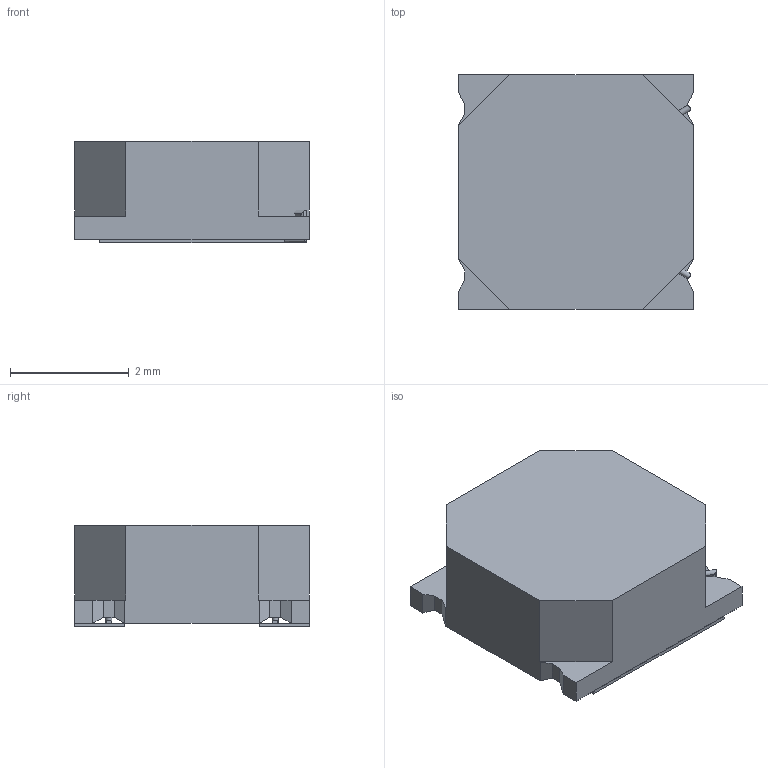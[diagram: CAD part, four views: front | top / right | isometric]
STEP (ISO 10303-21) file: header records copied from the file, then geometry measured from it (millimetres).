
FILE_DESCRIPTION(('FreeCAD Model'),'2;1');
FILE_NAME('IFSC-1515AH-01_sp.step','2017-06-13T11:17:23',( 'kicad StepUp'),('ksu MCAD'),'Open CASCADE STEP processor 6.8', 'FreeCAD','Unknown');
FILE_SCHEMA(('AUTOMOTIVE_DESIGN_CC2 { 1 2 10303 214 -1 1 5 4 }'));
Length unit declared in the file: millimetre
Products named in the file (1): IFSC-1515AH-01_sp
Bounding box: 3.95 x 3.95 x 1.71 mm (x, y, z)
Volume: 23.9 mm3; surface area: 68.1 mm2
Topology: 3 solids, 3 shells, 66 faces, 164 edges, 104 vertices
Faces by surface type: plane 54, cylinder 12
Entity records: 6111 total; most frequent: CARTESIAN_POINT 2463, DIRECTION 546, LINE 380, VECTOR 380, ORIENTED_EDGE 328, PCURVE 328, DEFINITIONAL_REPRESENTATION 328, EDGE_CURVE 164
